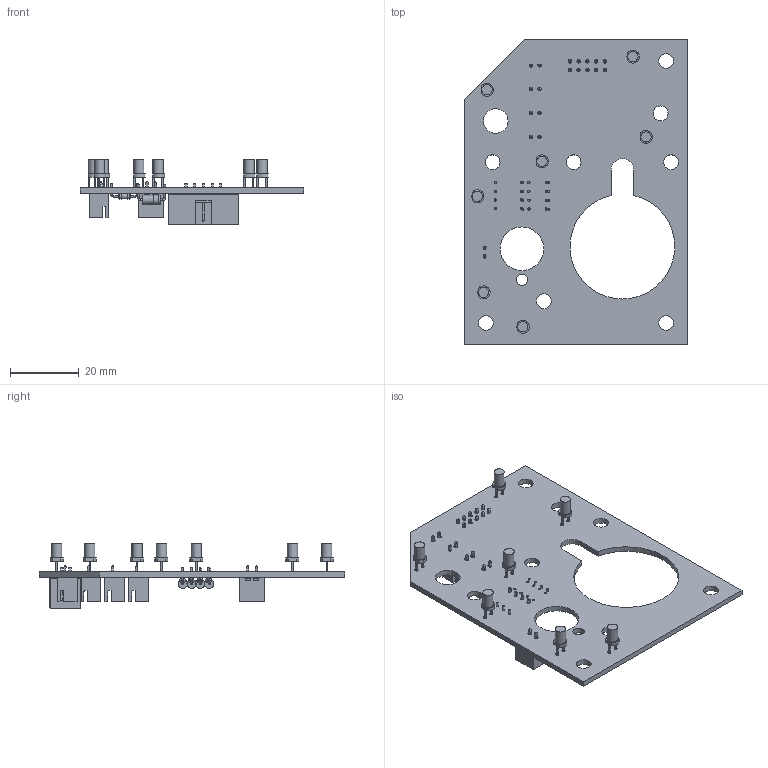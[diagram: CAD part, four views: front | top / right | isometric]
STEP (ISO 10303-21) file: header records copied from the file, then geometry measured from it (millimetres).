
FILE_DESCRIPTION(('KiCad electronic assembly'),'2;1');
FILE_NAME('LANDING-V002.step','2024-09-24T07:55:37',('Pcbnew'),('Kicad') ,'Open CASCADE STEP processor 7.7','KiCad to STEP converter','Unknown' );
FILE_SCHEMA(('AUTOMOTIVE_DESIGN { 1 0 10303 214 1 1 1 1 }'));
Length unit declared in the file: millimetre
Products named in the file (12): LANDING-V002 1; LED_D3.0mm_FlatTop; D_A-405_P7.62mm_Horizontal; R_Axial_DIN0204_L3.6mm_D1.6mm_P7.62mm_Horizontal; R_Axial_DIN0204_L36mm_D16mm_P762mm_Horizontal; IDC-Header_2x05_P2.54mm_Vertical; IDC_Header_2x05_P254mm_Vertical; JST_XH_B2B-XH-A_1x02_P2.50mm_Vertical; JST_B2B_XH_A; _autosave-LANDING-V001_PCB
Assembly tree (27 placements, depth 3):
  LANDING-V002 1
    LED_D3.0mm_FlatTop  x7
      LED_D3.0mm_FlatTop
    D_A-405_P7.62mm_Horizontal  x4
      D_A-405_P7.62mm_Horizontal
    R_Axial_DIN0204_L3.6mm_D1.6mm_P7.62mm_Horizontal  x4
      R_Axial_DIN0204_L36mm_D16mm_P762mm_Horizontal
    IDC-Header_2x05_P2.54mm_Vertical
      IDC_Header_2x05_P254mm_Vertical
    JST_XH_B2B-XH-A_1x02_P2.50mm_Vertical  x5
      JST_B2B_XH_A
    _autosave-LANDING-V001_PCB
Bounding box: 65.09 x 88.9 x 19.1 mm (x, y, z)
Volume: 9262.9 mm3; surface area: 14607 mm2
Topology: 22 solids, 22 shells, 979 faces, 2370 edges, 1523 vertices
Faces by surface type: plane 793, cylinder 162, torus 24
Full cylindrical faces by diameter (mm): 0.5 x16, 0.6 x16, 0.7 x16, 0.9 x14, 1 x26, 1.44 x4, 1.6 x8, 2.7 x8, 2.72 x4, 3 x7, 3.302 x1, 4.3 x8, 7.142 x1, 12.7 x1
Entity records: 15587 total; most frequent: CARTESIAN_POINT 2184, DIRECTION 2171, ORIENTED_EDGE 2108, EDGE_CURVE 1054, LINE 855, VECTOR 855, VERTEX_POINT 671, AXIS2_PLACEMENT_3D 658
